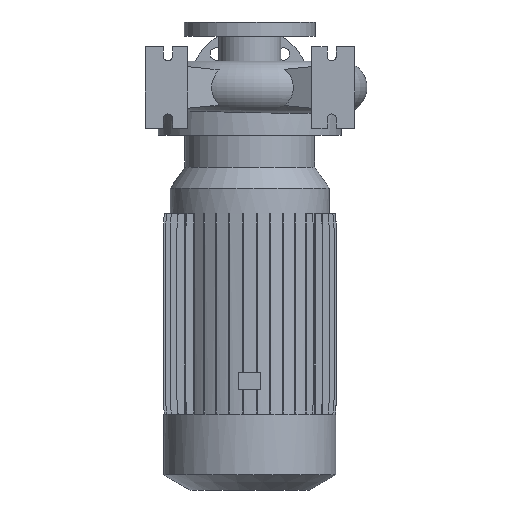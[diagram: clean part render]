
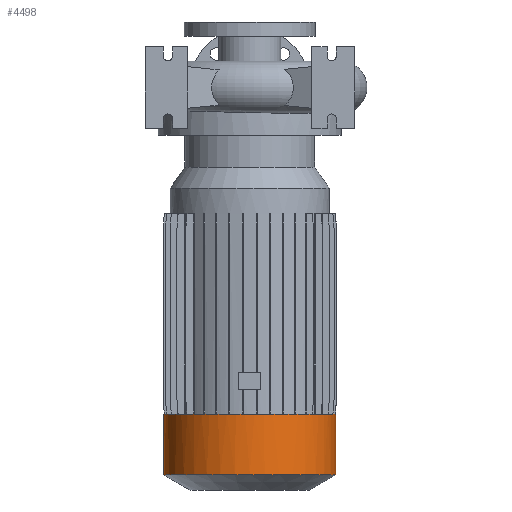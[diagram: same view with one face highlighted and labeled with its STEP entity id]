
A CAD part, front view. The second image highlights one B-rep face of the part: STEP entity #4498.
In plain terms, the highlighted cylindrical face has radius 131.5 mm (diameter 263 mm), a partial arc.
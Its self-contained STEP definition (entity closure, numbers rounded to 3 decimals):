
#179 = DIRECTION ( 'NONE',  ( 0., 0., 1. ) ) ;
#738 = DIRECTION ( 'NONE',  ( 0., 0., 1. ) ) ;
#1132 = ORIENTED_EDGE ( 'NONE', *, *, #6226, .F. ) ;
#1394 = VERTEX_POINT ( 'NONE', #6388 ) ;
#1631 = LINE ( 'NONE', #6183, #5765 ) ;
#2125 = AXIS2_PLACEMENT_3D ( 'NONE', #13425, #3210, #9108 ) ;
#2952 = ORIENTED_EDGE ( 'NONE', *, *, #6934, .T. ) ;
#3210 = DIRECTION ( 'NONE',  ( 0., 0., 1. ) ) ;
#4212 = CIRCLE ( 'NONE', #14212, 131.5 ) ;
#4498 = ADVANCED_FACE ( 'NONE', ( #10879 ), #10967, .T. ) ;
#5140 = CARTESIAN_POINT ( 'NONE',  ( 0., 0., 100. ) ) ;
#5194 = ORIENTED_EDGE ( 'NONE', *, *, #6403, .T. ) ;
#5765 = VECTOR ( 'NONE', #738, 1000. ) ;
#5946 = DIRECTION ( 'NONE',  ( 0., 0., 1. ) ) ;
#6183 = CARTESIAN_POINT ( 'NONE',  ( -131.5, 0., 100. ) ) ;
#6226 = EDGE_CURVE ( 'NONE', #1394, #8189, #1631, .T. ) ;
#6368 = VERTEX_POINT ( 'NONE', #10498 ) ;
#6388 = CARTESIAN_POINT ( 'NONE',  ( -131.5, 0., -591.8 ) ) ;
#6403 = EDGE_CURVE ( 'NONE', #9699, #6368, #7218, .T. ) ;
#6934 = EDGE_CURVE ( 'NONE', #1394, #9699, #4212, .T. ) ;
#7218 = LINE ( 'NONE', #8124, #7922 ) ;
#7307 = DIRECTION ( 'NONE',  ( 0., 0., 1. ) ) ;
#7922 = VECTOR ( 'NONE', #5946, 1000. ) ;
#8124 = CARTESIAN_POINT ( 'NONE',  ( 131.5, 0., 100. ) ) ;
#8189 = VERTEX_POINT ( 'NONE', #14060 ) ;
#8565 = CIRCLE ( 'NONE', #2125, 131.5 ) ;
#8792 = AXIS2_PLACEMENT_3D ( 'NONE', #5140, #7307, #8805 ) ;
#8805 = DIRECTION ( 'NONE',  ( 1., 0., 0. ) ) ;
#9108 = DIRECTION ( 'NONE',  ( 1., 0., 0. ) ) ;
#9291 = DIRECTION ( 'NONE',  ( 1., 0., 0. ) ) ;
#9315 = EDGE_LOOP ( 'NONE', ( #1132, #2952, #5194, #11561 ) ) ;
#9699 = VERTEX_POINT ( 'NONE', #14333 ) ;
#10396 = CARTESIAN_POINT ( 'NONE',  ( 0., 0., -591.8 ) ) ;
#10498 = CARTESIAN_POINT ( 'NONE',  ( 131.5, 0., -499. ) ) ;
#10879 = FACE_OUTER_BOUND ( 'NONE', #9315, .T. ) ;
#10967 = CYLINDRICAL_SURFACE ( 'NONE', #8792, 131.5 ) ;
#11561 = ORIENTED_EDGE ( 'NONE', *, *, #11565, .F. ) ;
#11565 = EDGE_CURVE ( 'NONE', #8189, #6368, #8565, .T. ) ;
#13425 = CARTESIAN_POINT ( 'NONE',  ( 0., 0., -499. ) ) ;
#14060 = CARTESIAN_POINT ( 'NONE',  ( -131.5, 0., -499. ) ) ;
#14212 = AXIS2_PLACEMENT_3D ( 'NONE', #10396, #179, #9291 ) ;
#14333 = CARTESIAN_POINT ( 'NONE',  ( 131.5, 0., -591.8 ) ) ;
